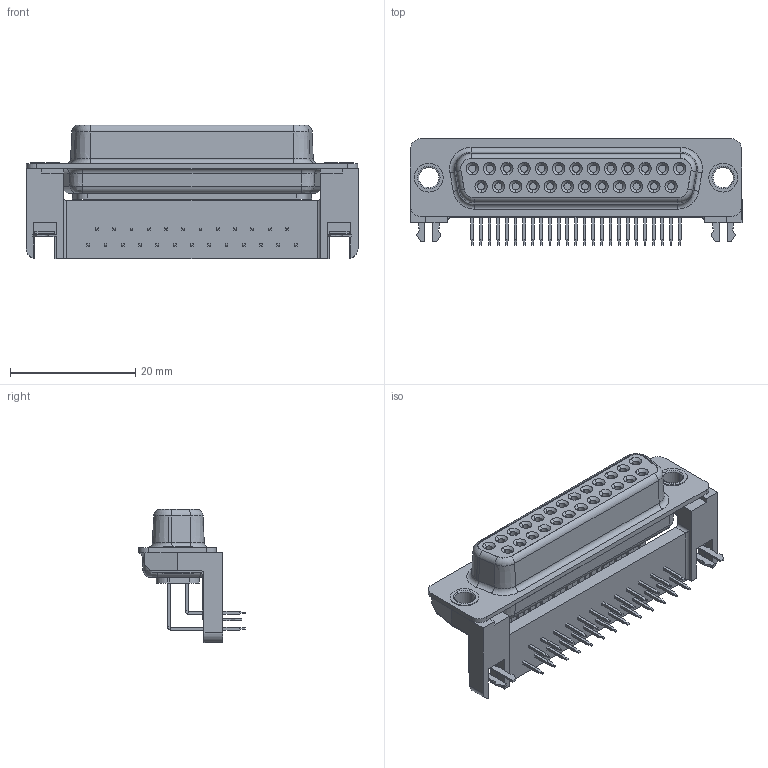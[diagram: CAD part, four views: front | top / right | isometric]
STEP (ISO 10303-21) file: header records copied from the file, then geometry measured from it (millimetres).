
FILE_DESCRIPTION(/* description */ ('Alibre Inc.'),/* implementation_level */ '2;1');
FILE_NAME(/* name */ 'export-22A1E10B-A5CA-4C0F-B9B0-8B7A42FE5CB8',/* time_stamp */ '2022-01-16T03:01:27+00:00',/* author */ (''),/* organization */ (''),/* preprocessor_version */ 'ST-DEVELOPER v17',/* originating_system */ 'Alibre',/* authorisation */ '');
FILE_SCHEMA (('CONFIG_CONTROL_DESIGN'));
Length unit declared in the file: millimetre
Products named in the file (1): PDB25S564GTLF
Bounding box: 53.04 x 16.99 x 21.33 mm (x, y, z)
Volume: 5842.2 mm3; surface area: 6109.4 mm2
Topology: 1 solids, 2 shells, 1203 faces, 2862 edges, 1715 vertices
Faces by surface type: plane 873, cylinder 206, cone 71, torus 41, bspline 12
Entity records: 33480 total; most frequent: CARTESIAN_POINT 6364, ORIENTED_EDGE 5724, DIRECTION 4831, EDGE_CURVE 2862, VECTOR 2229, LINE 2229, AXIS2_PLACEMENT_3D 1758, VERTEX_POINT 1715
